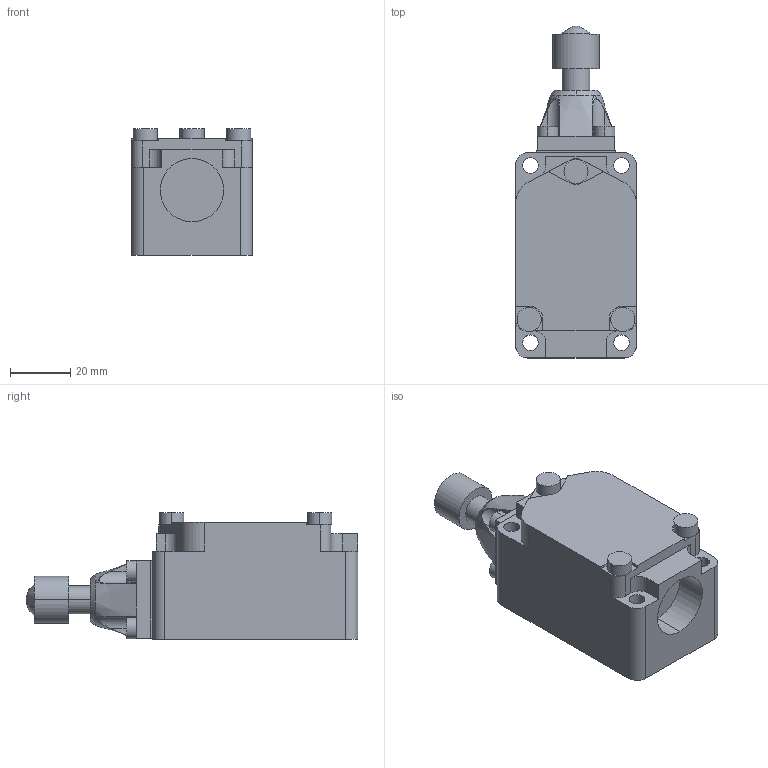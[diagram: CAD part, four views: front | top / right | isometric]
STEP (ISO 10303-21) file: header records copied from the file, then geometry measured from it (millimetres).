
FILE_DESCRIPTION (( 'STEP AP214' ), '1' );
FILE_NAME ('LIMSW-5109HT_3D.step', '2023-09-20T22:21:31', ( '' ), ( '' ), 'SwSTEP 2.0', 'SolidWorks 2022', '' );
FILE_SCHEMA (( 'AUTOMOTIVE_DESIGN' ));
Length unit declared in the file: inch
Products named in the file (4): LIMSW-5109HT_3D; WLD3_HEAD; WLD3_BASE; WLD3_ACTUATOR
Assembly tree (3 placements, depth 2):
  LIMSW-5109HT_3D
    WLD3_BASE
    WLD3_HEAD
    WLD3_ACTUATOR
Bounding box: 40 x 109.9 x 42 mm (x, y, z)
Volume: 106040.9 mm3; surface area: 21242.5 mm2
Topology: 3 solids, 3 shells, 142 faces, 356 edges, 226 vertices
Faces by surface type: plane 73, cylinder 58, bspline 9, cone 2
Entity records: 5073 total; most frequent: CARTESIAN_POINT 1487, DIRECTION 730, ORIENTED_EDGE 704, EDGE_CURVE 352, AXIS2_PLACEMENT_3D 269, VERTEX_POINT 226, VECTOR 192, LINE 192
